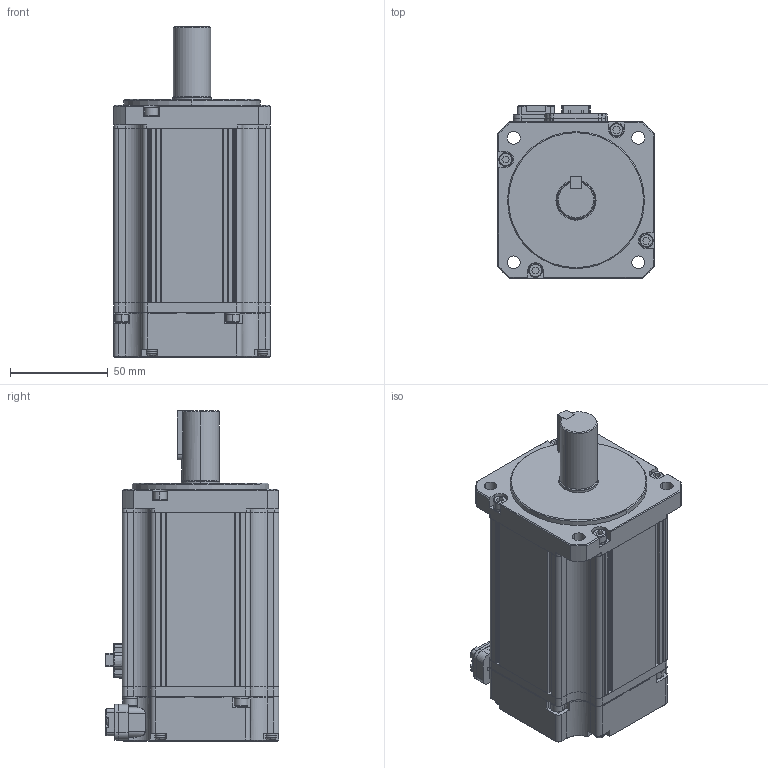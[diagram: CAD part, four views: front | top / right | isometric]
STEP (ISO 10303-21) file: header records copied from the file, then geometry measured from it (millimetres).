
FILE_DESCRIPTION (( 'STEP AP214' ), '1' );
FILE_NAME ('APMC-FCL08AYK-AD.STEP', '2021-08-04T12:47:07', ( '' ), ( '' ), 'SwSTEP 2.0', 'SolidWorks 2017', '' );
FILE_SCHEMA (( 'AUTOMOTIVE_DESIGN' ));
Length unit declared in the file: inch
Products named in the file (1): APMC-FCL08AYK-AD
Bounding box: 80 x 88.7 x 168.7 mm (x, y, z)
Volume: 746450.5 mm3; surface area: 117996.5 mm2
Topology: 45 solids, 45 shells, 1874 faces, 4941 edges, 3228 vertices
Faces by surface type: plane 1220, cylinder 474, bspline 95, cone 69, torus 8, sphere 8
Entity records: 62067 total; most frequent: CARTESIAN_POINT 15190, ORIENTED_EDGE 9878, DIRECTION 9115, EDGE_CURVE 4939, LINE 3457, VECTOR 3457, VERTEX_POINT 3228, AXIS2_PLACEMENT_3D 2829
